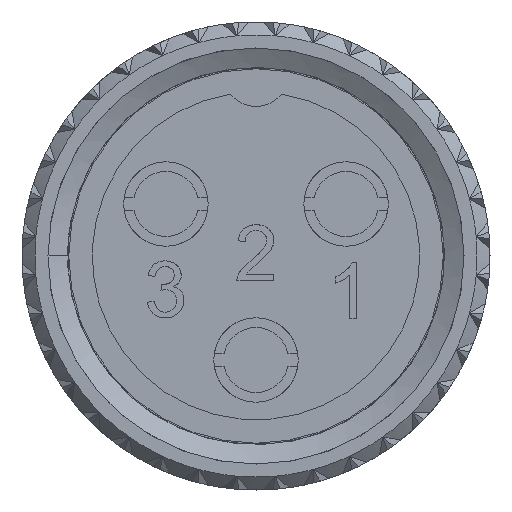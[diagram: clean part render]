
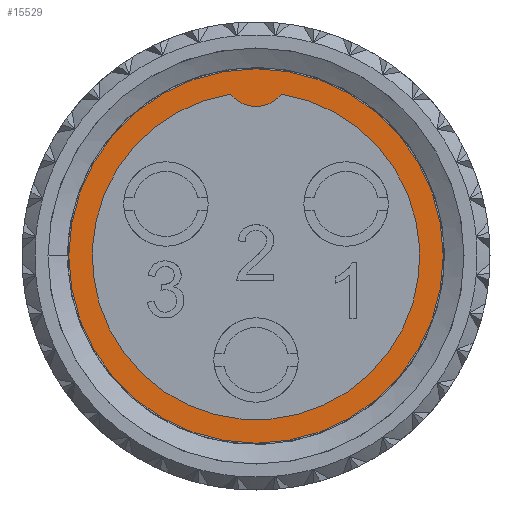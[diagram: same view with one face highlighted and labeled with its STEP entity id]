
A CAD part, front view. The second image highlights one B-rep face of the part: STEP entity #15529.
In plain terms, the highlighted planar face has unit normal (0, -1, 0).
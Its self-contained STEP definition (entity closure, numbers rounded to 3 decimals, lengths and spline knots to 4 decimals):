
#187=FACE_BOUND('',#4932,.T.);
#262=CIRCLE('',#16787,5.);
#268=CIRCLE('',#16798,7.2);
#3692=FACE_OUTER_BOUND('',#4931,.T.);
#4931=EDGE_LOOP('',(#10967));
#4932=EDGE_LOOP('',(#10968));
#6627=VERTEX_POINT('',#20610);
#6633=VERTEX_POINT('',#20631);
#8068=EDGE_CURVE('',#6627,#6627,#262,.T.);
#8079=EDGE_CURVE('',#6633,#6633,#268,.T.);
#10967=ORIENTED_EDGE('',*,*,#8079,.F.);
#10968=ORIENTED_EDGE('',*,*,#8068,.T.);
#15391=PLANE('',#16803);
#15529=ADVANCED_FACE('',(#3692,#187),#15391,.F.);
#16787=AXIS2_PLACEMENT_3D('',#20611,#17856,#17857);
#16798=AXIS2_PLACEMENT_3D('',#20633,#17883,#17884);
#16803=AXIS2_PLACEMENT_3D('',#20640,#17894,#17895);
#17856=DIRECTION('center_axis',(0.,1.,0.));
#17857=DIRECTION('ref_axis',(1.,0.,0.));
#17883=DIRECTION('center_axis',(0.,1.,0.));
#17884=DIRECTION('ref_axis',(1.,0.,0.));
#17894=DIRECTION('center_axis',(0.,1.,0.));
#17895=DIRECTION('ref_axis',(1.,0.,0.));
#20610=CARTESIAN_POINT('',(-5.,0.,0.));
#20611=CARTESIAN_POINT('Origin',(0.,0.,0.));
#20631=CARTESIAN_POINT('',(-7.2,0.,0.));
#20633=CARTESIAN_POINT('Origin',(0.,0.,0.));
#20640=CARTESIAN_POINT('Origin',(0.,0.,0.));
